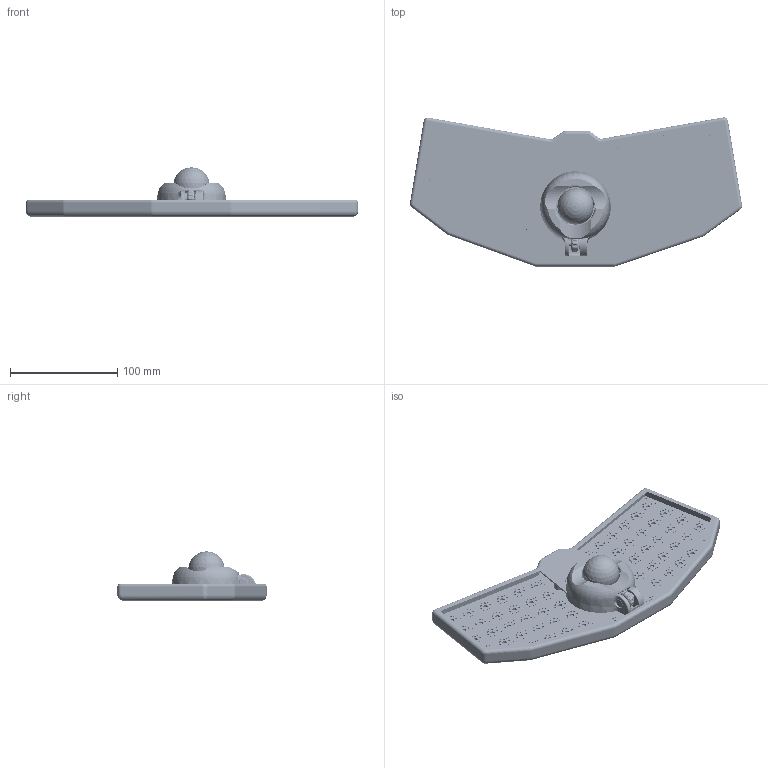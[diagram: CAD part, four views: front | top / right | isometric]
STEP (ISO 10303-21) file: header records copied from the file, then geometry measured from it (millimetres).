
FILE_DESCRIPTION(/* description */ (''),/* implementation_level */ '2;1');
FILE_NAME(/* name */ 'Gigan v20.step',/* time_stamp */ '2022-09-16T22:51:55-07:00',/* author */ (''),/* organization */ (''),/* preprocessor_version */ 'ST-DEVELOPER v19',/* originating_system */ 'Autodesk Translation Framework v11.7.0.108',/* authorisation */ '');
FILE_SCHEMA (('AUTOMOTIVE_DESIGN { 1 0 10303 214 3 1 1 }'));
Products named in the file (2): Gigan; Gigan PCB
Assembly tree (1 placements, depth 2):
  Gigan
    Gigan PCB
Bounding box: 309.49 x 139.13 x 46 mm (x, y, z)
Volume: 206205.5 mm3; surface area: 195074.5 mm2
Topology: 10 solids, 11 shells, 1894 faces, 5264 edges, 3375 vertices
Faces by surface type: cylinder 1344, plane 296, bspline 107, torus 102, sphere 37, cone 8
Full cylindrical faces by diameter (mm): 0.7 x16, 0.8 x174, 0.991 x116, 1 x12, 1.092 x29, 1.2 x116, 1.47 x116, 1.8 x1, 2 x6, 2.2 x8, 2.3 x2, 2.7 x1, 3 x7, 3.2 x4, 3.988 x58, 5 x4, 9 x1, 9.5 x1, 10 x2, 34 x1, 36 x1, 46 x1, 56 x1
Entity records: 69555 total; most frequent: CARTESIAN_POINT 16143, DIRECTION 11392, ORIENTED_EDGE 10486, EDGE_CURVE 5243, AXIS2_PLACEMENT_3D 4690, EDGE_LOOP 3589, VERTEX_POINT 3375, CIRCLE 2868
